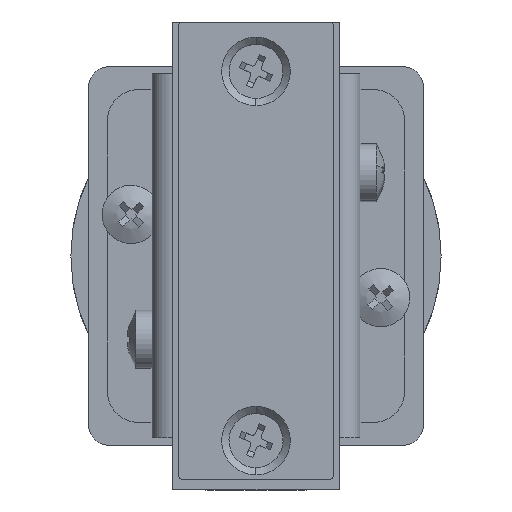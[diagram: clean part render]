
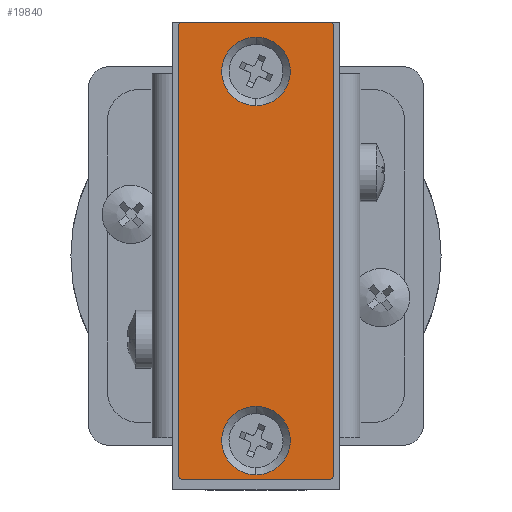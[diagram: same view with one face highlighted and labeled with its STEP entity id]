
A CAD part, front view. The second image highlights one B-rep face of the part: STEP entity #19840.
In plain terms, the highlighted planar face has unit normal (0, -1, 0).
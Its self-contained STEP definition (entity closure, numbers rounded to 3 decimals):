
#60 = DIRECTION ( 'NONE',  ( 0., -1., 0. ) ) ;
#80 = CARTESIAN_POINT ( 'NONE',  ( -3.777, -17.577, -14.45 ) ) ;
#298 = DIRECTION ( 'NONE',  ( 0., 1., 0. ) ) ;
#491 = ORIENTED_EDGE ( 'NONE', *, *, #29256, .F. ) ;
#652 = LINE ( 'NONE', #38570, #20031 ) ;
#909 = ORIENTED_EDGE ( 'NONE', *, *, #26735, .T. ) ;
#1181 = VERTEX_POINT ( 'NONE', #1501 ) ;
#1284 = EDGE_CURVE ( 'NONE', #7649, #49604, #31233, .T. ) ;
#1501 = CARTESIAN_POINT ( 'NONE',  ( -11.277, -17.577, -21. ) ) ;
#1505 = CIRCLE ( 'NONE', #28110, 0.5 ) ;
#3181 = CARTESIAN_POINT ( 'NONE',  ( -3.777, -17.577, -17.75 ) ) ;
#3585 = DIRECTION ( 'NONE',  ( 0., 0., 1. ) ) ;
#4020 = PLANE ( 'NONE',  #41167 ) ;
#4039 = ORIENTED_EDGE ( 'NONE', *, *, #45485, .F. ) ;
#4941 = EDGE_LOOP ( 'NONE', ( #47509, #17523 ) ) ;
#5103 = ORIENTED_EDGE ( 'NONE', *, *, #45253, .T. ) ;
#5708 = FACE_BOUND ( 'NONE', #24965, .T. ) ;
#6947 = FACE_OUTER_BOUND ( 'NONE', #20540, .T. ) ;
#7056 = DIRECTION ( 'NONE',  ( 0., 0., -1. ) ) ;
#7534 = AXIS2_PLACEMENT_3D ( 'NONE', #21104, #48193, #24974 ) ;
#7560 = EDGE_CURVE ( 'NONE', #49173, #14397, #18907, .T. ) ;
#7649 = VERTEX_POINT ( 'NONE', #22976 ) ;
#12587 = VECTOR ( 'NONE', #35469, 1000. ) ;
#13845 = DIRECTION ( 'NONE',  ( 0., -1., 0. ) ) ;
#14307 = CARTESIAN_POINT ( 'NONE',  ( 3.723, -17.577, 22.5 ) ) ;
#14397 = VERTEX_POINT ( 'NONE', #80 ) ;
#15045 = VERTEX_POINT ( 'NONE', #28586 ) ;
#15290 = AXIS2_PLACEMENT_3D ( 'NONE', #3181, #30217, #7056 ) ;
#15455 = DIRECTION ( 'NONE',  ( 0., -1., 0. ) ) ;
#15666 = CIRCLE ( 'NONE', #7534, 0.5 ) ;
#16033 = CARTESIAN_POINT ( 'NONE',  ( -3.777, -17.577, 21.05 ) ) ;
#17523 = ORIENTED_EDGE ( 'NONE', *, *, #29107, .F. ) ;
#17822 = LINE ( 'NONE', #40329, #37232 ) ;
#17993 = DIRECTION ( 'NONE',  ( 0., 1., 0. ) ) ;
#18110 = ORIENTED_EDGE ( 'NONE', *, *, #41489, .F. ) ;
#18907 = CIRCLE ( 'NONE', #15290, 3.3 ) ;
#19174 = AXIS2_PLACEMENT_3D ( 'NONE', #49971, #26714, #3585 ) ;
#19592 = CARTESIAN_POINT ( 'NONE',  ( -3.777, -17.577, 0.5 ) ) ;
#19840 = ADVANCED_FACE ( 'NONE', ( #6947, #5708, #45720 ), #4020, .F. ) ;
#20031 = VECTOR ( 'NONE', #42473, 1000. ) ;
#20540 = EDGE_LOOP ( 'NONE', ( #491, #20669, #39378, #42960, #18110, #909, #4039, #5103 ) ) ;
#20582 = AXIS2_PLACEMENT_3D ( 'NONE', #38671, #15455, #42548 ) ;
#20669 = ORIENTED_EDGE ( 'NONE', *, *, #31557, .T. ) ;
#21104 = CARTESIAN_POINT ( 'NONE',  ( -10.777, -17.577, 22. ) ) ;
#21462 = AXIS2_PLACEMENT_3D ( 'NONE', #23242, #60, #27064 ) ;
#21629 = VERTEX_POINT ( 'NONE', #25963 ) ;
#21947 = DIRECTION ( 'NONE',  ( 0., 1., 0. ) ) ;
#22925 = LINE ( 'NONE', #23804, #12587 ) ;
#22976 = CARTESIAN_POINT ( 'NONE',  ( -3.777, -17.577, 14.45 ) ) ;
#23242 = CARTESIAN_POINT ( 'NONE',  ( -3.777, -17.577, -17.75 ) ) ;
#23804 = CARTESIAN_POINT ( 'NONE',  ( -11.277, -17.577, 22.5 ) ) ;
#24965 = EDGE_LOOP ( 'NONE', ( #29524, #34497 ) ) ;
#24974 = DIRECTION ( 'NONE',  ( 0., 0., 1. ) ) ;
#25963 = CARTESIAN_POINT ( 'NONE',  ( -10.777, -17.577, 22.5 ) ) ;
#26543 = CIRCLE ( 'NONE', #21462, 3.3 ) ;
#26714 = DIRECTION ( 'NONE',  ( 0., 1., 0. ) ) ;
#26735 = EDGE_CURVE ( 'NONE', #33402, #34031, #40728, .T. ) ;
#27064 = DIRECTION ( 'NONE',  ( 0., 0., -1. ) ) ;
#27071 = CARTESIAN_POINT ( 'NONE',  ( 3.223, -17.577, 22.5 ) ) ;
#27327 = DIRECTION ( 'NONE',  ( 0., 0., 1. ) ) ;
#27404 = CARTESIAN_POINT ( 'NONE',  ( -10.777, -17.577, -21.5 ) ) ;
#27685 = CARTESIAN_POINT ( 'NONE',  ( 3.723, -17.577, -21. ) ) ;
#28077 = EDGE_CURVE ( 'NONE', #31920, #15045, #652, .T. ) ;
#28110 = AXIS2_PLACEMENT_3D ( 'NONE', #45125, #21947, #49049 ) ;
#28586 = CARTESIAN_POINT ( 'NONE',  ( 3.223, -17.577, -21.5 ) ) ;
#28787 = DIRECTION ( 'NONE',  ( 0., 0., -1. ) ) ;
#29107 = EDGE_CURVE ( 'NONE', #14397, #49173, #26543, .T. ) ;
#29256 = EDGE_CURVE ( 'NONE', #45971, #21629, #15666, .T. ) ;
#29524 = ORIENTED_EDGE ( 'NONE', *, *, #1284, .F. ) ;
#30217 = DIRECTION ( 'NONE',  ( 0., -1., 0. ) ) ;
#30440 = VECTOR ( 'NONE', #41392, 1000. ) ;
#31182 = EDGE_CURVE ( 'NONE', #31920, #1181, #1505, .T. ) ;
#31233 = CIRCLE ( 'NONE', #41114, 3.3 ) ;
#31557 = EDGE_CURVE ( 'NONE', #45971, #1181, #17822, .T. ) ;
#31920 = VERTEX_POINT ( 'NONE', #27404 ) ;
#32220 = CARTESIAN_POINT ( 'NONE',  ( 3.723, -17.577, 22. ) ) ;
#32322 = CIRCLE ( 'NONE', #20582, 3.3 ) ;
#33402 = VERTEX_POINT ( 'NONE', #27685 ) ;
#34031 = VERTEX_POINT ( 'NONE', #32220 ) ;
#34497 = ORIENTED_EDGE ( 'NONE', *, *, #36631, .F. ) ;
#35040 = VERTEX_POINT ( 'NONE', #27071 ) ;
#35469 = DIRECTION ( 'NONE',  ( -1., 0., 0. ) ) ;
#36631 = EDGE_CURVE ( 'NONE', #49604, #7649, #32322, .T. ) ;
#36936 = CARTESIAN_POINT ( 'NONE',  ( -11.277, -17.577, 22. ) ) ;
#37068 = CARTESIAN_POINT ( 'NONE',  ( -3.777, -17.577, 17.75 ) ) ;
#37232 = VECTOR ( 'NONE', #28787, 1000. ) ;
#37774 = CIRCLE ( 'NONE', #19174, 0.5 ) ;
#38570 = CARTESIAN_POINT ( 'NONE',  ( 3.723, -17.577, -21.5 ) ) ;
#38671 = CARTESIAN_POINT ( 'NONE',  ( -3.777, -17.577, 17.75 ) ) ;
#39378 = ORIENTED_EDGE ( 'NONE', *, *, #31182, .F. ) ;
#40329 = CARTESIAN_POINT ( 'NONE',  ( -11.277, -17.577, -21.5 ) ) ;
#40728 = LINE ( 'NONE', #14307, #30440 ) ;
#40914 = DIRECTION ( 'NONE',  ( 0., 0., -1. ) ) ;
#41114 = AXIS2_PLACEMENT_3D ( 'NONE', #37068, #13845, #40914 ) ;
#41167 = AXIS2_PLACEMENT_3D ( 'NONE', #19592, #298, #27327 ) ;
#41176 = CARTESIAN_POINT ( 'NONE',  ( 3.223, -17.577, 22. ) ) ;
#41392 = DIRECTION ( 'NONE',  ( 0., 0., 1. ) ) ;
#41489 = EDGE_CURVE ( 'NONE', #33402, #15045, #37774, .T. ) ;
#41642 = CIRCLE ( 'NONE', #45004, 0.5 ) ;
#42473 = DIRECTION ( 'NONE',  ( 1., 0., 0. ) ) ;
#42548 = DIRECTION ( 'NONE',  ( 0., 0., -1. ) ) ;
#42960 = ORIENTED_EDGE ( 'NONE', *, *, #28077, .T. ) ;
#43971 = CARTESIAN_POINT ( 'NONE',  ( -3.777, -17.577, -21.05 ) ) ;
#45004 = AXIS2_PLACEMENT_3D ( 'NONE', #41176, #17993, #45088 ) ;
#45088 = DIRECTION ( 'NONE',  ( 0., 0., 1. ) ) ;
#45125 = CARTESIAN_POINT ( 'NONE',  ( -10.777, -17.577, -21. ) ) ;
#45253 = EDGE_CURVE ( 'NONE', #35040, #21629, #22925, .T. ) ;
#45485 = EDGE_CURVE ( 'NONE', #35040, #34031, #41642, .T. ) ;
#45720 = FACE_BOUND ( 'NONE', #4941, .T. ) ;
#45971 = VERTEX_POINT ( 'NONE', #36936 ) ;
#47509 = ORIENTED_EDGE ( 'NONE', *, *, #7560, .F. ) ;
#48193 = DIRECTION ( 'NONE',  ( 0., 1., 0. ) ) ;
#49049 = DIRECTION ( 'NONE',  ( 0., 0., 1. ) ) ;
#49173 = VERTEX_POINT ( 'NONE', #43971 ) ;
#49604 = VERTEX_POINT ( 'NONE', #16033 ) ;
#49971 = CARTESIAN_POINT ( 'NONE',  ( 3.223, -17.577, -21. ) ) ;
